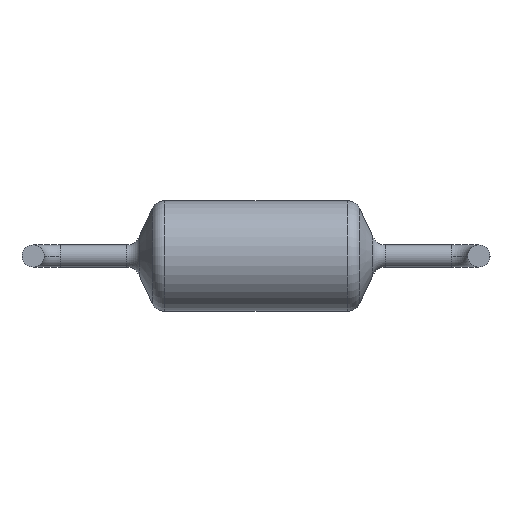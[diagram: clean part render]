
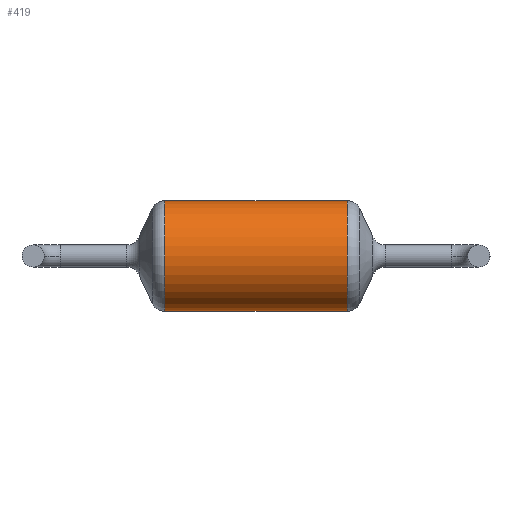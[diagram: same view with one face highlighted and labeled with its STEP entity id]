
A CAD part, front view. The second image highlights one B-rep face of the part: STEP entity #419.
In plain terms, the highlighted cylindrical face has radius 1.015 mm (diameter 2.03 mm), a partial arc.
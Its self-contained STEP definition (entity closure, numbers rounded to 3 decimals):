
#10 = CYLINDRICAL_SURFACE ( 'NONE', #134, 1.015 ) ;
#34 = DIRECTION ( 'NONE',  ( 0., 0., 1. ) ) ;
#36 = EDGE_CURVE ( 'NONE', #502, #874, #474, .T. ) ;
#38 = CARTESIAN_POINT ( 'NONE',  ( 1.678, 1.015, 0. ) ) ;
#70 = DIRECTION ( 'NONE',  ( 0., 0., 1. ) ) ;
#80 = ORIENTED_EDGE ( 'NONE', *, *, #36, .F. ) ;
#82 = CARTESIAN_POINT ( 'NONE',  ( -1.678, 1.015, 1.015 ) ) ;
#85 = CARTESIAN_POINT ( 'NONE',  ( 1.678, 1.015, -1.015 ) ) ;
#110 = LINE ( 'NONE', #632, #317 ) ;
#131 = VECTOR ( 'NONE', #257, 1000. ) ;
#134 = AXIS2_PLACEMENT_3D ( 'NONE', #586, #444, #70 ) ;
#144 = ORIENTED_EDGE ( 'NONE', *, *, #194, .F. ) ;
#191 = DIRECTION ( 'NONE',  ( -1., 0., 0. ) ) ;
#194 = EDGE_CURVE ( 'NONE', #751, #502, #526, .T. ) ;
#213 = CARTESIAN_POINT ( 'NONE',  ( -1.678, 1.015, 0. ) ) ;
#249 = AXIS2_PLACEMENT_3D ( 'NONE', #38, #313, #856 ) ;
#257 = DIRECTION ( 'NONE',  ( -1., 0., 0. ) ) ;
#313 = DIRECTION ( 'NONE',  ( -1., 0., 0. ) ) ;
#317 = VECTOR ( 'NONE', #191, 1000. ) ;
#334 = EDGE_LOOP ( 'NONE', ( #144, #772, #877, #80 ) ) ;
#419 = ADVANCED_FACE ( 'NONE', ( #518 ), #10, .T. ) ;
#444 = DIRECTION ( 'NONE',  ( -1., 0., 0. ) ) ;
#474 = CIRCLE ( 'NONE', #591, 1.015 ) ;
#501 = EDGE_CURVE ( 'NONE', #751, #693, #509, .T. ) ;
#502 = VERTEX_POINT ( 'NONE', #797 ) ;
#509 = CIRCLE ( 'NONE', #249, 1.015 ) ;
#518 = FACE_OUTER_BOUND ( 'NONE', #334, .T. ) ;
#526 = LINE ( 'NONE', #610, #131 ) ;
#586 = CARTESIAN_POINT ( 'NONE',  ( -4.163, 1.015, 0. ) ) ;
#591 = AXIS2_PLACEMENT_3D ( 'NONE', #213, #843, #34 ) ;
#610 = CARTESIAN_POINT ( 'NONE',  ( -4.163, 1.015, -1.015 ) ) ;
#632 = CARTESIAN_POINT ( 'NONE',  ( -4.163, 1.015, 1.015 ) ) ;
#679 = EDGE_CURVE ( 'NONE', #693, #874, #110, .T. ) ;
#693 = VERTEX_POINT ( 'NONE', #894 ) ;
#751 = VERTEX_POINT ( 'NONE', #85 ) ;
#772 = ORIENTED_EDGE ( 'NONE', *, *, #501, .T. ) ;
#797 = CARTESIAN_POINT ( 'NONE',  ( -1.678, 1.015, -1.015 ) ) ;
#843 = DIRECTION ( 'NONE',  ( -1., 0., 0. ) ) ;
#856 = DIRECTION ( 'NONE',  ( 0., 0., 1. ) ) ;
#874 = VERTEX_POINT ( 'NONE', #82 ) ;
#877 = ORIENTED_EDGE ( 'NONE', *, *, #679, .T. ) ;
#894 = CARTESIAN_POINT ( 'NONE',  ( 1.678, 1.015, 1.015 ) ) ;
